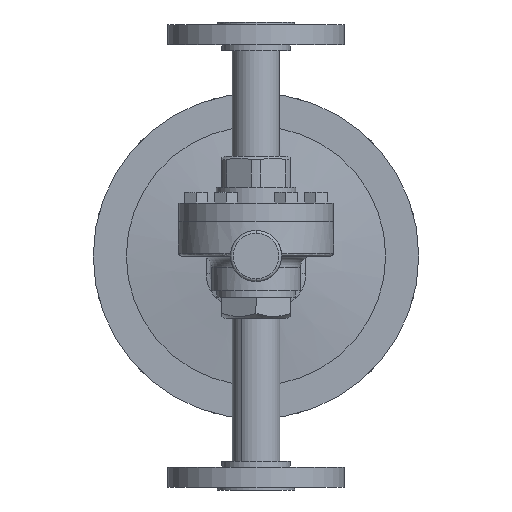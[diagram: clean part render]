
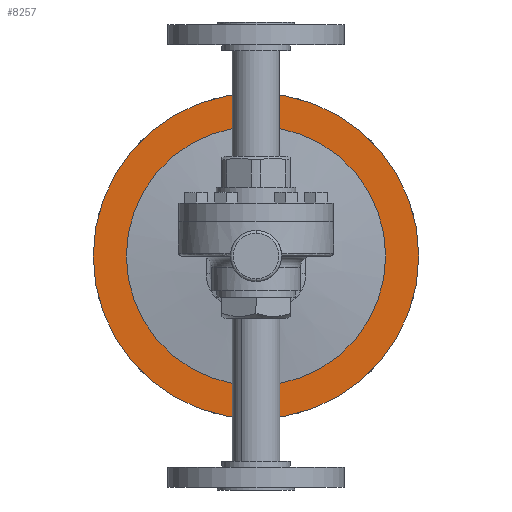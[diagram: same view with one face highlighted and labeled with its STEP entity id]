
A CAD part, front view. The second image highlights one B-rep face of the part: STEP entity #8257.
In plain terms, the highlighted planar face has unit normal (0, -1, 0).
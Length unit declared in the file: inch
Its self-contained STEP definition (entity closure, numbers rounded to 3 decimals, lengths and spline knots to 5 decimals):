
#196 = CARTESIAN_POINT ( 'NONE',  ( 0., 2.25, 3.565 ) ) ;
#275 = DIRECTION ( 'NONE',  ( 0., 0., -1. ) ) ;
#864 = DIRECTION ( 'NONE',  ( 0., -1., 0. ) ) ;
#960 = ORIENTED_EDGE ( 'NONE', *, *, #5602, .F. ) ;
#1845 = EDGE_CURVE ( 'NONE', #4268, #7908, #4729, .T. ) ;
#1996 = AXIS2_PLACEMENT_3D ( 'NONE', #7157, #15721, #8402 ) ;
#2364 = FACE_BOUND ( 'NONE', #3265, .T. ) ;
#2751 = FACE_OUTER_BOUND ( 'NONE', #8120, .T. ) ;
#3265 = EDGE_LOOP ( 'NONE', ( #960, #13076 ) ) ;
#3324 = DIRECTION ( 'NONE',  ( 0., 0., -1. ) ) ;
#4200 = EDGE_CURVE ( 'NONE', #11000, #12428, #10984, .T. ) ;
#4268 = VERTEX_POINT ( 'NONE', #14976 ) ;
#4527 = CIRCLE ( 'NONE', #9837, 3.565 ) ;
#4729 = CIRCLE ( 'NONE', #1996, 2.84 ) ;
#4814 = DIRECTION ( 'NONE',  ( 0., -1., 0. ) ) ;
#5028 = AXIS2_PLACEMENT_3D ( 'NONE', #14442, #7069, #3324 ) ;
#5431 = CARTESIAN_POINT ( 'NONE',  ( 0., 2.25, -3.565 ) ) ;
#5602 = EDGE_CURVE ( 'NONE', #7908, #4268, #10955, .T. ) ;
#6063 = CARTESIAN_POINT ( 'NONE',  ( 0., 2.25, 2.84 ) ) ;
#6828 = AXIS2_PLACEMENT_3D ( 'NONE', #12206, #4814, #13440 ) ;
#7064 = AXIS2_PLACEMENT_3D ( 'NONE', #8202, #864, #9520 ) ;
#7069 = DIRECTION ( 'NONE',  ( 0., -1., 0. ) ) ;
#7157 = CARTESIAN_POINT ( 'NONE',  ( 0., 2.25, 0. ) ) ;
#7715 = DIRECTION ( 'NONE',  ( 0., -1., 0. ) ) ;
#7908 = VERTEX_POINT ( 'NONE', #6063 ) ;
#8017 = EDGE_CURVE ( 'NONE', #12428, #11000, #4527, .T. ) ;
#8120 = EDGE_LOOP ( 'NONE', ( #9227, #8628 ) ) ;
#8202 = CARTESIAN_POINT ( 'NONE',  ( 0., 2.25, -3.655 ) ) ;
#8257 = ADVANCED_FACE ( 'NONE', ( #2364, #2751 ), #15636, .T. ) ;
#8402 = DIRECTION ( 'NONE',  ( 0., 0., -1. ) ) ;
#8628 = ORIENTED_EDGE ( 'NONE', *, *, #8017, .T. ) ;
#9227 = ORIENTED_EDGE ( 'NONE', *, *, #4200, .T. ) ;
#9520 = DIRECTION ( 'NONE',  ( 0., 0., -1. ) ) ;
#9837 = AXIS2_PLACEMENT_3D ( 'NONE', #15084, #7715, #275 ) ;
#10955 = CIRCLE ( 'NONE', #6828, 2.84 ) ;
#10984 = CIRCLE ( 'NONE', #5028, 3.565 ) ;
#11000 = VERTEX_POINT ( 'NONE', #5431 ) ;
#12206 = CARTESIAN_POINT ( 'NONE',  ( 0., 2.25, 0. ) ) ;
#12428 = VERTEX_POINT ( 'NONE', #196 ) ;
#13076 = ORIENTED_EDGE ( 'NONE', *, *, #1845, .F. ) ;
#13440 = DIRECTION ( 'NONE',  ( 0., 0., -1. ) ) ;
#14442 = CARTESIAN_POINT ( 'NONE',  ( 0., 2.25, 0. ) ) ;
#14976 = CARTESIAN_POINT ( 'NONE',  ( 0., 2.25, -2.84 ) ) ;
#15084 = CARTESIAN_POINT ( 'NONE',  ( 0., 2.25, 0. ) ) ;
#15636 = PLANE ( 'NONE',  #7064 ) ;
#15721 = DIRECTION ( 'NONE',  ( 0., -1., 0. ) ) ;
